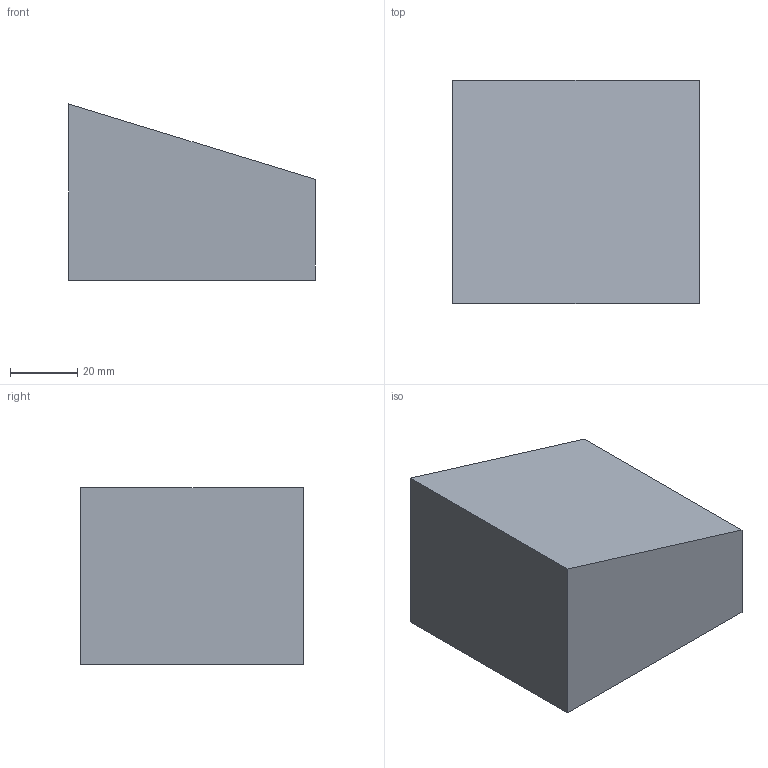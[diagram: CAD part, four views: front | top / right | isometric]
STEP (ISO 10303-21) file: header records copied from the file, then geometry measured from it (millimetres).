
FILE_DESCRIPTION(/* description */ (''),/* implementation_level */ '2;1');
FILE_NAME(/* name */ 'triangle.step',/* time_stamp */ '2025-12-19T19:10:17+01:00',/* author */ (''),/* organization */ (''),/* preprocessor_version */ 'ST-DEVELOPER v20.1',/* originating_system */ 'Autodesk Translation Framework v14.21.0.0',/* authorisation */ '');
FILE_SCHEMA (('AUTOMOTIVE_DESIGN { 1 0 10303 214 3 1 1 }'));
Length unit declared in the file: millimetre
Products named in the file (1): triangle
Bounding box: 73.5 x 66.4 x 52.5 mm (x, y, z)
Volume: 33157.6 mm3; surface area: 32567.7 mm2
Topology: 1 solids, 1 shells, 276 faces, 811 edges, 538 vertices
Faces by surface type: cylinder 248, plane 16, bspline 8, cone 4
Full cylindrical faces by diameter (mm): 1.623 x56, 2.074 x32
Entity records: 22840 total; most frequent: CARTESIAN_POINT 16502, ORIENTED_EDGE 1614, DIRECTION 857, EDGE_CURVE 807, VERTEX_POINT 538, B_SPLINE_CURVE_WITH_KNOTS 512, AXIS2_PLACEMENT_3D 293, EDGE_LOOP 281
